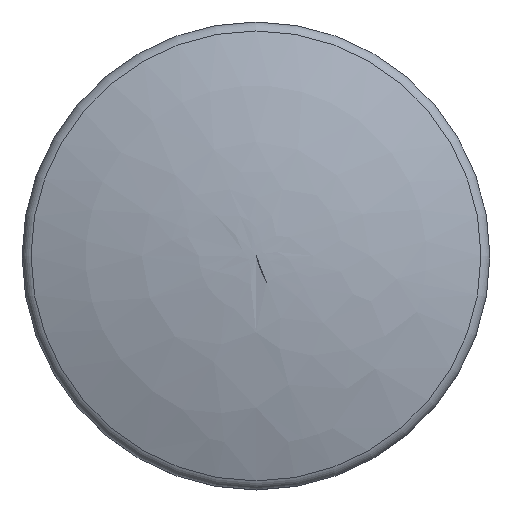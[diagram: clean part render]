
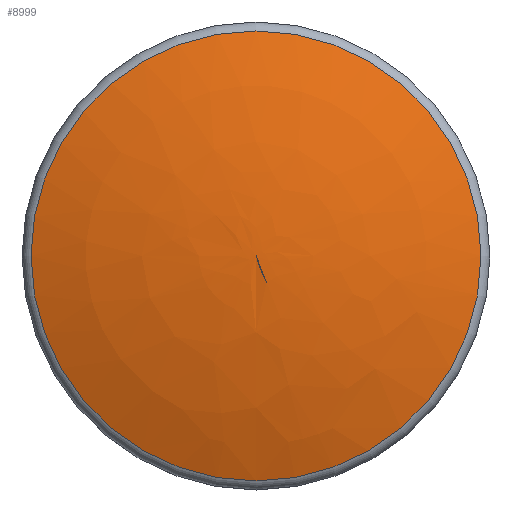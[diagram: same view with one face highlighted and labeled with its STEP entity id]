
A CAD part, top view. The second image highlights one B-rep face of the part: STEP entity #8999.
In plain terms, the highlighted free-form (B-spline) face has degree [2, 2] with [3, 9] control points.
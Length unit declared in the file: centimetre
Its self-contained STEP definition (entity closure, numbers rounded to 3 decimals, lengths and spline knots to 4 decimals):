
#71=(
BOUNDED_SURFACE()
B_SPLINE_SURFACE(2,2,((#13445,#13446,#13447,#13448,#13449,#13450,#13451,
#13452,#13453),(#13454,#13455,#13456,#13457,#13458,#13459,#13460,#13461,
#13462),(#13463,#13464,#13465,#13466,#13467,#13468,#13469,#13470,#13471)),
 .UNSPECIFIED.,.F.,.T.,.F.)
B_SPLINE_SURFACE_WITH_KNOTS((3,3),(3,2,2,2,3),(-1.5607,-1.2218),
(-3.1416,-1.5708,0.,1.5708,3.1416),
 .UNSPECIFIED.)
GEOMETRIC_REPRESENTATION_ITEM()
RATIONAL_B_SPLINE_SURFACE(((1.,0.707,1.,0.707,1.,
0.707,1.,0.707,1.),(0.986,0.697,
0.986,0.697,0.986,0.697,
0.986,0.697,0.986),(1.,0.707,
1.,0.707,1.,0.707,1.,0.707,1.)))
REPRESENTATION_ITEM('')
SURFACE()
);
#2483=FACE_OUTER_BOUND('',#2977,.T.);
#2977=EDGE_LOOP('',(#6193,#6194,#6195));
#3617=CIRCLE('',#9516,1.1539);
#3618=CIRCLE('',#9517,3.478);
#3887=VERTEX_POINT('',#13442);
#3888=VERTEX_POINT('',#13472);
#4806=EDGE_CURVE('',#3887,#3887,#3617,.T.);
#4807=EDGE_CURVE('',#3887,#3888,#3618,.T.);
#6193=ORIENTED_EDGE('',*,*,#4806,.F.);
#6194=ORIENTED_EDGE('',*,*,#4807,.T.);
#6195=ORIENTED_EDGE('',*,*,#4807,.F.);
#8999=ADVANCED_FACE('',(#2483),#71,.F.);
#9516=AXIS2_PLACEMENT_3D('',#13444,#10256,#10257);
#9517=AXIS2_PLACEMENT_3D('',#13473,#10258,#10259);
#10256=DIRECTION('center_axis',(0.,0.,
-1.));
#10257=DIRECTION('ref_axis',(-1.,0.,0.));
#10258=DIRECTION('center_axis',(-1.,0.,0.));
#10259=DIRECTION('ref_axis',(0.,-1.,0.));
#13442=CARTESIAN_POINT('',(0.,-1.1539,2.9331));
#13444=CARTESIAN_POINT('Origin',(0.,0.,
2.9331));
#13445=CARTESIAN_POINT('Ctrl Pts',(0.,0.,
3.1426));
#13446=CARTESIAN_POINT('Ctrl Pts',(0.,0.,
3.1426));
#13447=CARTESIAN_POINT('Ctrl Pts',(0.,0.,
3.1426));
#13448=CARTESIAN_POINT('Ctrl Pts',(0.,0.,
3.1426));
#13449=CARTESIAN_POINT('Ctrl Pts',(0.,0.,
3.1426));
#13450=CARTESIAN_POINT('Ctrl Pts',(0.,0.,
3.1426));
#13451=CARTESIAN_POINT('Ctrl Pts',(0.,0.,
3.1426));
#13452=CARTESIAN_POINT('Ctrl Pts',(0.,0.,
3.1426));
#13453=CARTESIAN_POINT('Ctrl Pts',(0.,0.,
3.1426));
#13454=CARTESIAN_POINT('Ctrl Pts',(0.,-0.5949,
3.1365));
#13455=CARTESIAN_POINT('Ctrl Pts',(-0.5949,-0.5949,
3.1365));
#13456=CARTESIAN_POINT('Ctrl Pts',(-0.5949,0.,
3.1365));
#13457=CARTESIAN_POINT('Ctrl Pts',(-0.5949,0.5949,
3.1365));
#13458=CARTESIAN_POINT('Ctrl Pts',(0.,0.5949,
3.1365));
#13459=CARTESIAN_POINT('Ctrl Pts',(0.5949,0.5949,3.1365));
#13460=CARTESIAN_POINT('Ctrl Pts',(0.5949,0.,
3.1365));
#13461=CARTESIAN_POINT('Ctrl Pts',(0.5949,-0.5949,
3.1365));
#13462=CARTESIAN_POINT('Ctrl Pts',(0.,-0.5949,
3.1365));
#13463=CARTESIAN_POINT('Ctrl Pts',(0.,-1.1539,
2.9331));
#13464=CARTESIAN_POINT('Ctrl Pts',(-1.1539,-1.1539,
2.9331));
#13465=CARTESIAN_POINT('Ctrl Pts',(-1.1539,0.,
2.9331));
#13466=CARTESIAN_POINT('Ctrl Pts',(-1.1539,1.1539,2.9331));
#13467=CARTESIAN_POINT('Ctrl Pts',(0.,1.1539,
2.9331));
#13468=CARTESIAN_POINT('Ctrl Pts',(1.1539,1.1539,2.9331));
#13469=CARTESIAN_POINT('Ctrl Pts',(1.1539,0.,
2.9331));
#13470=CARTESIAN_POINT('Ctrl Pts',(1.1539,-1.1539,2.9331));
#13471=CARTESIAN_POINT('Ctrl Pts',(0.,-1.1539,
2.9331));
#13472=CARTESIAN_POINT('',(0.,0.,3.1426));
#13473=CARTESIAN_POINT('Origin',(0.,0.0353,
-0.3352));
